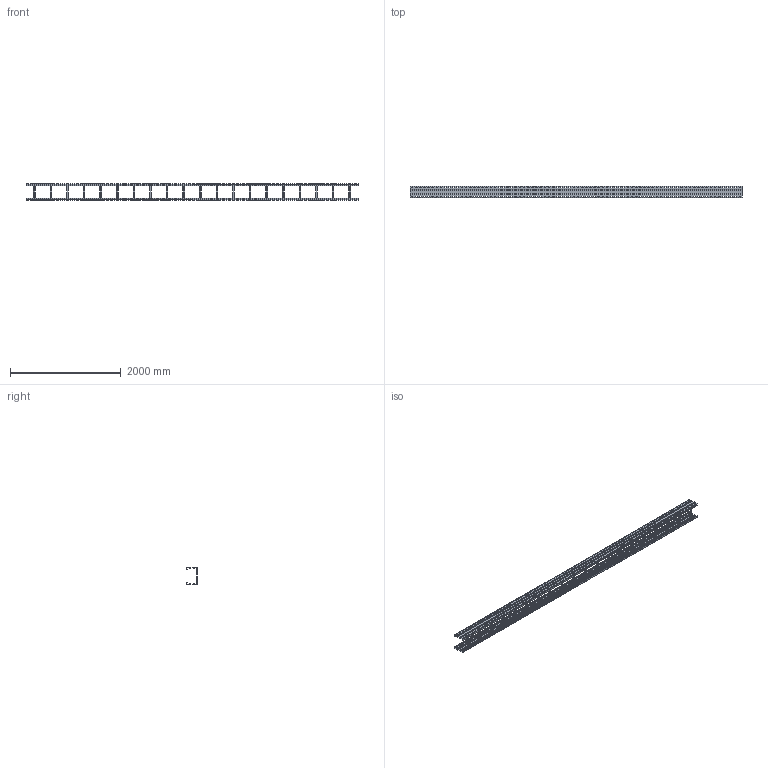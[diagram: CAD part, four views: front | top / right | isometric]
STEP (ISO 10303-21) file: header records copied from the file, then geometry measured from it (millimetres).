
FILE_DESCRIPTION((''),'2;1');
FILE_NAME('433630_ASM','2018-11-26T14:59:03',('tomasz.grudniewski'),(''),'CREO PARAMETRIC BY PTC INC, 2018260','CREO PARAMETRIC BY PTC INC, 2018260','');
FILE_SCHEMA(('CONFIG_CONTROL_DESIGN'));
Length unit declared in the file: millimetre
Products named in the file (3): KST_DST_H200_6000_PRT; SZCZEBEL_300_1_4_PRT; 433630_ASM
Assembly tree (22 placements, depth 2):
  433630_ASM
    KST_DST_H200_6000_PRT  x2
    SZCZEBEL_300_1_4_PRT  x20
Bounding box: 6000 x 200 x 300 mm (x, y, z)
Volume: 11419974.2 mm3; surface area: 8207315.2 mm2
Topology: 22 solids, 22 shells, 4468 faces, 12456 edges, 8032 vertices
Faces by surface type: plane 2984, cylinder 1484
Entity records: 63976 total; most frequent: CARTESIAN_POINT 11117, ORIENTED_EDGE 11088, DIRECTION 10718, EDGE_CURVE 5544, VECTOR 4204, LINE 4204, VERTEX_POINT 3656, AXIS2_PLACEMENT_3D 3257
